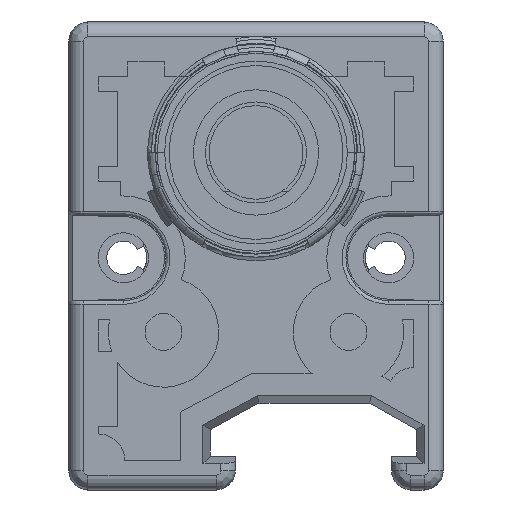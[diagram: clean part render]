
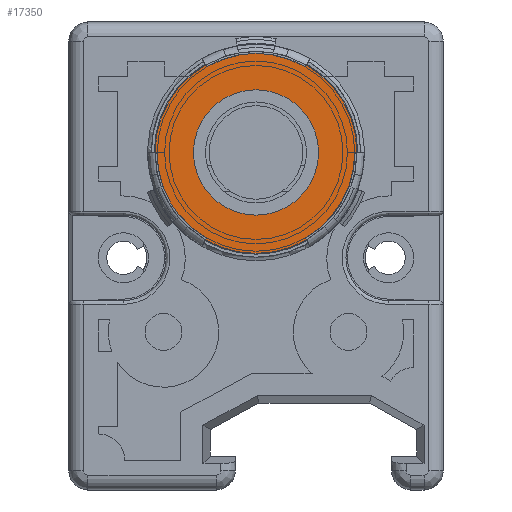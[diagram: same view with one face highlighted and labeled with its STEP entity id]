
A CAD part, front view. The second image highlights one B-rep face of the part: STEP entity #17350.
In plain terms, the highlighted planar face has unit normal (0, -1, 0).
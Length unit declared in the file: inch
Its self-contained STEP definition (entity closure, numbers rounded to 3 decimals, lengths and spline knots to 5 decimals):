
#4294=CARTESIAN_POINT('',(0.,-0.98425,0.90157));
#4295=DIRECTION('',(0.,-1.,0.));
#4296=DIRECTION('',(0.5,0.,-0.866));
#4297=AXIS2_PLACEMENT_3D('',#4294,#4295,#4296);
#4332=DIRECTION('',(-1.,0.,0.001));
#4333=VECTOR('',#4332,0.00492);
#4334=CARTESIAN_POINT('',(-0.26476,-0.98425,
0.90172));
#4335=LINE('',#4334,#4333);
#4336=CARTESIAN_POINT('',(0.,-0.98425,0.90157));
#4337=DIRECTION('',(0.,-1.,0.));
#4338=DIRECTION('',(-0.5,0.,0.866));
#4339=AXIS2_PLACEMENT_3D('',#4336,#4337,#4338);
#4341=DIRECTION('',(-0.501,0.,0.866));
#4342=VECTOR('',#4341,0.00492);
#4343=CARTESIAN_POINT('',(-0.13238,-0.98425,
1.13087));
#4344=LINE('',#4343,#4342);
#4345=DIRECTION('',(0.499,0.,0.866));
#4346=VECTOR('',#4345,0.00492);
#4347=CARTESIAN_POINT('',(0.13238,-0.98425,
1.13087));
#4348=LINE('',#4347,#4346);
#4349=CARTESIAN_POINT('',(0.,-0.98425,0.90157));
#4350=DIRECTION('',(0.,-1.,0.));
#4351=DIRECTION('',(1.,0.,0.));
#4352=AXIS2_PLACEMENT_3D('',#4349,#4350,#4351);
#4354=DIRECTION('',(1.,0.,0.));
#4355=VECTOR('',#4354,0.00492);
#4356=CARTESIAN_POINT('',(0.26476,-0.98425,
0.90157));
#4357=LINE('',#4356,#4355);
#4358=DIRECTION('',(0.501,0.,-0.866));
#4359=VECTOR('',#4358,0.00492);
#4360=CARTESIAN_POINT('',(0.13238,-0.98425,
0.67228));
#4361=LINE('',#4360,#4359);
#4362=CARTESIAN_POINT('',(0.,-0.98425,0.90157));
#4363=DIRECTION('',(0.,-1.,0.));
#4364=DIRECTION('',(-0.5,0.,-0.866));
#4365=AXIS2_PLACEMENT_3D('',#4362,#4363,#4364);
#4367=DIRECTION('',(-0.501,0.,-0.866));
#4368=VECTOR('',#4367,0.00492);
#4369=CARTESIAN_POINT('',(-0.13238,-0.98425,
0.67228));
#4370=LINE('',#4369,#4368);
#4371=CARTESIAN_POINT('',(0.,-0.98425,0.90157));
#4372=DIRECTION('',(0.,-1.,0.));
#4373=DIRECTION('',(-0.866,0.,0.5));
#4374=AXIS2_PLACEMENT_3D('',#4371,#4372,#4373);
#4376=CARTESIAN_POINT('',(0.,-0.98425,0.90157));
#4377=DIRECTION('',(0.,-1.,0.));
#4378=DIRECTION('',(0.866,0.,-0.5));
#4379=AXIS2_PLACEMENT_3D('',#4376,#4377,#4378);
#4381=CARTESIAN_POINT('',(0.,-0.98425,0.90157));
#4382=DIRECTION('',(0.,-1.,0.));
#4383=DIRECTION('',(-1.,0.,0.001));
#4384=AXIS2_PLACEMENT_3D('',#4381,#4382,#4383);
#4791=CARTESIAN_POINT('',(0.,-0.98425,0.90157));
#4792=DIRECTION('',(0.,-1.,0.));
#4793=DIRECTION('',(0.5,0.,0.866));
#4794=AXIS2_PLACEMENT_3D('',#4791,#4792,#4793);
#11988=CARTESIAN_POINT('',(0.13484,-0.98425,
1.13513));
#11990=VERTEX_POINT('',#11988);
#11992=CARTESIAN_POINT('',(0.13238,-0.98425,
0.67228));
#11993=CARTESIAN_POINT('',(0.13484,-0.98425,
0.66802));
#11994=VERTEX_POINT('',#11992);
#11995=VERTEX_POINT('',#11993);
#12000=CARTESIAN_POINT('',(0.26476,-0.98425,
0.90157));
#12001=CARTESIAN_POINT('',(0.26968,-0.98425,
0.90157));
#12002=VERTEX_POINT('',#12000);
#12003=VERTEX_POINT('',#12001);
#12016=CARTESIAN_POINT('',(-0.13484,-0.98425,
0.66802));
#12017=VERTEX_POINT('',#12016);
#12028=CARTESIAN_POINT('',(0.13238,-0.98425,
1.13087));
#12029=VERTEX_POINT('',#12028);
#12032=CARTESIAN_POINT('',(-0.13238,-0.98425,
1.13087));
#12033=CARTESIAN_POINT('',(-0.13484,-0.98425,
1.13513));
#12034=VERTEX_POINT('',#12032);
#12035=VERTEX_POINT('',#12033);
#12064=CARTESIAN_POINT('',(-0.14491,-0.98425,
0.98524));
#12065=CARTESIAN_POINT('',(0.14491,-0.98425,
0.81791));
#12066=VERTEX_POINT('',#12064);
#12067=VERTEX_POINT('',#12065);
#12080=CARTESIAN_POINT('',(-0.26476,-0.98425,
0.90172));
#12081=CARTESIAN_POINT('',(-0.26968,-0.98425,
0.90172));
#12082=VERTEX_POINT('',#12080);
#12083=VERTEX_POINT('',#12081);
#12088=CARTESIAN_POINT('',(-0.13238,-0.98425,
0.67228));
#12089=VERTEX_POINT('',#12088);
#17315=CARTESIAN_POINT('',(0.,-0.98425,0.90157));
#17316=DIRECTION('',(0.,-1.,0.));
#17317=DIRECTION('',(-0.5,0.,-0.866));
#17318=AXIS2_PLACEMENT_3D('',#17315,#17316,#17317);
#17319=PLANE('',#17318);
#17321=ORIENTED_EDGE('',*,*,#17320,.F.);
#17323=ORIENTED_EDGE('',*,*,#17322,.T.);
#17325=ORIENTED_EDGE('',*,*,#17324,.F.);
#17327=ORIENTED_EDGE('',*,*,#17326,.F.);
#17329=ORIENTED_EDGE('',*,*,#17328,.F.);
#17331=ORIENTED_EDGE('',*,*,#17330,.T.);
#17333=ORIENTED_EDGE('',*,*,#17332,.F.);
#17335=ORIENTED_EDGE('',*,*,#17334,.F.);
#17336=ORIENTED_EDGE('',*,*,#17245,.F.);
#17337=ORIENTED_EDGE('',*,*,#17305,.T.);
#17339=ORIENTED_EDGE('',*,*,#17338,.F.);
#17341=ORIENTED_EDGE('',*,*,#17340,.F.);
#17342=EDGE_LOOP('',(#17321,#17323,#17325,#17327,#17329,#17331,#17333,#17335,
#17336,#17337,#17339,#17341));
#17343=FACE_OUTER_BOUND('',#17342,.F.);
#17345=ORIENTED_EDGE('',*,*,#17344,.T.);
#17347=ORIENTED_EDGE('',*,*,#17346,.T.);
#17348=EDGE_LOOP('',(#17345,#17347));
#17349=FACE_BOUND('',#17348,.F.);
#17350=ADVANCED_FACE('',(#17343,#17349),#17319,.T.);
#4298=CIRCLE('',#4297,0.26476);
#4340=CIRCLE('',#4339,0.26969);
#4353=CIRCLE('',#4352,0.26969);
#4366=CIRCLE('',#4365,0.26969);
#4375=CIRCLE('',#4374,0.16732);
#4380=CIRCLE('',#4379,0.16732);
#4385=CIRCLE('',#4384,0.26476);
#4795=CIRCLE('',#4794,0.26476);
#17245=EDGE_CURVE('',#11994,#12002,#4298,.T.);
#17305=EDGE_CURVE('',#11994,#11995,#4361,.T.);
#17320=EDGE_CURVE('',#12082,#12089,#4385,.T.);
#17322=EDGE_CURVE('',#12082,#12083,#4335,.T.);
#17324=EDGE_CURVE('',#12035,#12083,#4340,.T.);
#17326=EDGE_CURVE('',#12034,#12035,#4344,.T.);
#17328=EDGE_CURVE('',#12029,#12034,#4795,.T.);
#17330=EDGE_CURVE('',#12029,#11990,#4348,.T.);
#17332=EDGE_CURVE('',#12003,#11990,#4353,.T.);
#17334=EDGE_CURVE('',#12002,#12003,#4357,.T.);
#17338=EDGE_CURVE('',#12017,#11995,#4366,.T.);
#17340=EDGE_CURVE('',#12089,#12017,#4370,.T.);
#17344=EDGE_CURVE('',#12066,#12067,#4375,.T.);
#17346=EDGE_CURVE('',#12067,#12066,#4380,.T.);
